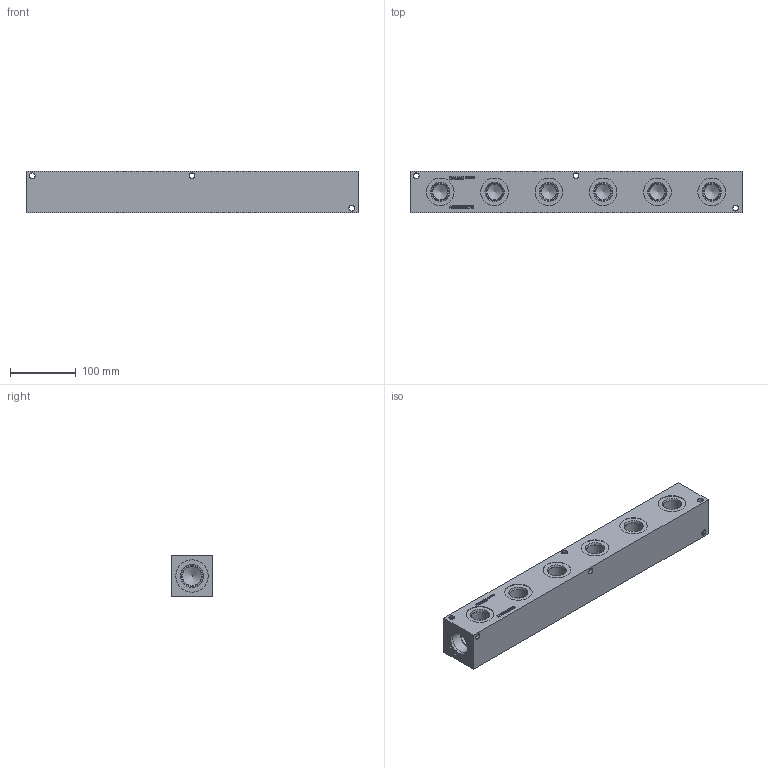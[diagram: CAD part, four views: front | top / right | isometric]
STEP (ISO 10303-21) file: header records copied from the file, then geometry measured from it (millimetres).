
FILE_DESCRIPTION(/* description */ (''),/* implementation_level */ '2;1');
FILE_NAME(/* name */ '_H0000612S.stp',/* time_stamp */ '2020-03-26T12:45:25-04:00',/* author */ ('devonn'),/* organization */ (''),/* preprocessor_version */ 'ST-DEVELOPER v17',/* originating_system */ 'Autodesk Inventor 2019',/* authorisation */ '');
FILE_SCHEMA (('AUTOMOTIVE_DESIGN { 1 0 10303 214 3 1 1 }'));
Length unit declared in the file: millimetre
Products named in the file (1): Part_AH0000612S_3D
Bounding box: 504.82 x 63.5 x 63.5 mm (x, y, z)
Volume: 1857914.6 mm3; surface area: 165840.1 mm2
Topology: 1 solids, 1 shells, 405 faces, 1101 edges, 736 vertices
Faces by surface type: plane 218, bspline 103, cylinder 52, cone 32
Full cylindrical faces by diameter (mm): 8.738 x12, 23.012 x6, 24.917 x6, 26.99 x6, 27.432 x6, 28.575 x2, 31.267 x2, 33.34 x2, 33.757 x2, 42.037 x6, 49.124 x2
Entity records: 13631 total; most frequent: CARTESIAN_POINT 3574, ORIENTED_EDGE 2186, DIRECTION 1677, EDGE_CURVE 1093, VERTEX_POINT 736, LINE 703, VECTOR 703, AXIS2_PLACEMENT_3D 487
